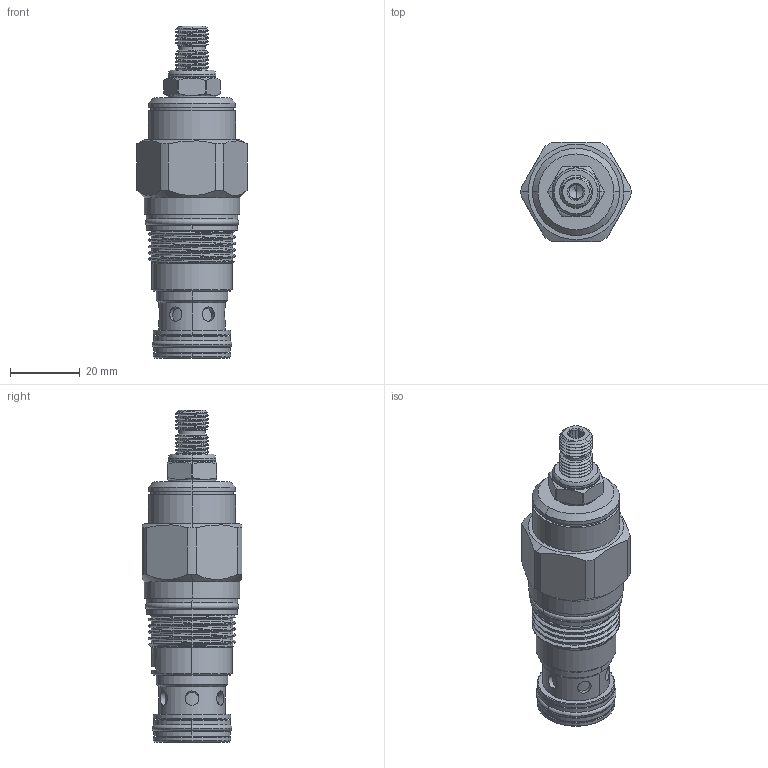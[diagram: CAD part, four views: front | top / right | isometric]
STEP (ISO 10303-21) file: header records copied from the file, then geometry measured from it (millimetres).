
FILE_DESCRIPTION (( 'STEP AP203' ), '1' );
FILE_NAME ('CV5A21-L.STEP', '2020-03-03T07:02:44', ( '' ), ( '' ), 'SwSTEP 2.0', 'SolidWorks 2018', '' );
FILE_SCHEMA (( 'CONFIG_CONTROL_DESIGN' ));
Length unit declared in the file: millimetre
Products named in the file (1): CV5A21-L
Bounding box: 31.6 x 28.57 x 95.33 mm (x, y, z)
Volume: 37761.4 mm3; surface area: 11054.8 mm2
Topology: 4 solids, 4 shells, 275 faces, 668 edges, 421 vertices
Faces by surface type: cylinder 151, plane 55, torus 32, cone 31, bspline 6
Entity records: 13908 total; most frequent: CARTESIAN_POINT 7637, ORIENTED_EDGE 1332, DIRECTION 1286, EDGE_CURVE 666, AXIS2_PLACEMENT_3D 535, VERTEX_POINT 421, EDGE_LOOP 303, FACE_OUTER_BOUND 275
